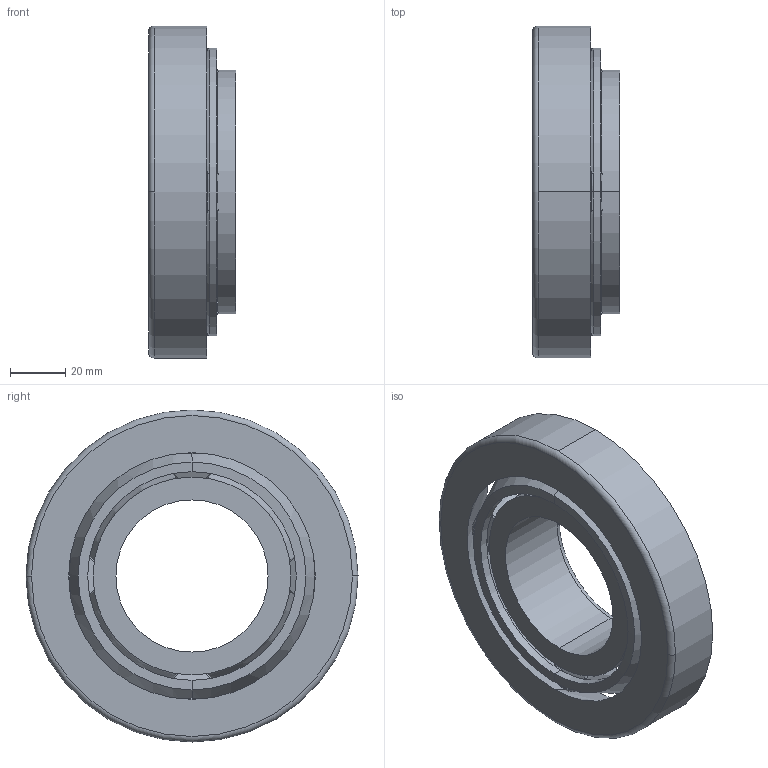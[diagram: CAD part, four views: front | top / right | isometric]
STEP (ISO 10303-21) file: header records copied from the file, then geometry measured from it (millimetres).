
FILE_DESCRIPTION(('STEP AP214'),'1');
FILE_NAME('31311-a.stp','2024-11-28T15:01:41',('TraceParts'),('TraceParts S.A.'),'Spatial InterOp 3D',' ',' ');
FILE_SCHEMA(('AUTOMOTIVE_DESIGN { 1 0 10303 214 1 1 1 1 }'));
Length unit declared in the file: millimetre
Products named in the file (1): 31311-a_1
Bounding box: 31.62 x 120 x 120 mm (x, y, z)
Volume: 164648 mm3; surface area: 62689.3 mm2
Topology: 7 solids, 7 shells, 94 faces, 244 edges, 158 vertices
Faces by surface type: cone 30, torus 28, plane 22, cylinder 14
Entity records: 3838 total; most frequent: DIRECTION 604, CARTESIAN_POINT 591, ORIENTED_EDGE 488, AXIS2_PLACEMENT_3D 283, EDGE_CURVE 244, VERTEX_POINT 158, CIRCLE 158, EDGE_LOOP 102
